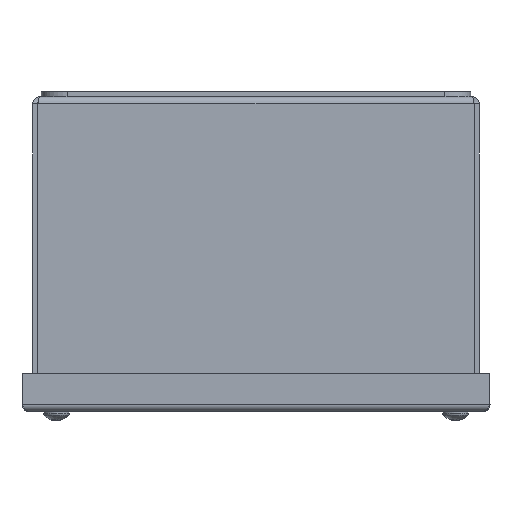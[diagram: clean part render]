
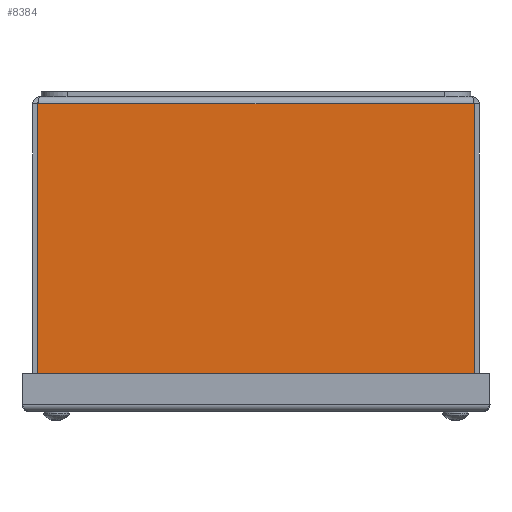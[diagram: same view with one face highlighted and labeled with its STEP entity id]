
A CAD part, left-side view. The second image highlights one B-rep face of the part: STEP entity #8384.
In plain terms, the highlighted face is planar.
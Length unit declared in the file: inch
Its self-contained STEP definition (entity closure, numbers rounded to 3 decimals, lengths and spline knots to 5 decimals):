
#469=LINE('',#12284,#1290);
#477=LINE('',#12305,#1298);
#478=LINE('',#12307,#1299);
#479=LINE('',#12308,#1300);
#1290=VECTOR('',#9919,6.35059);
#1298=VECTOR('',#9947,4.0395);
#1299=VECTOR('',#9948,6.35059);
#1300=VECTOR('',#9949,4.0395);
#1995=PLANE('',#8889);
#2403=FACE_OUTER_BOUND('',#2884,.T.);
#2884=EDGE_LOOP('',(#5937,#5938,#5939,#5940));
#3730=VERTEX_POINT('',#12281);
#3731=VERTEX_POINT('',#12283);
#3734=VERTEX_POINT('',#12304);
#3735=VERTEX_POINT('',#12306);
#4558=EDGE_CURVE('',#3731,#3730,#469,.T.);
#4569=EDGE_CURVE('',#3734,#3730,#477,.T.);
#4570=EDGE_CURVE('',#3734,#3735,#478,.T.);
#4571=EDGE_CURVE('',#3731,#3735,#479,.T.);
#5937=ORIENTED_EDGE('',*,*,#4558,.T.);
#5938=ORIENTED_EDGE('',*,*,#4569,.F.);
#5939=ORIENTED_EDGE('',*,*,#4570,.T.);
#5940=ORIENTED_EDGE('',*,*,#4571,.F.);
#8384=ADVANCED_FACE('',(#2403),#1995,.F.);
#8889=AXIS2_PLACEMENT_3D('',#12303,#9945,#9946);
#9919=DIRECTION('',(-1.,0.,0.));
#9945=DIRECTION('center_axis',(0.,1.,0.));
#9946=DIRECTION('ref_axis',(1.,0.,0.));
#9947=DIRECTION('',(0.,0.,1.));
#9948=DIRECTION('',(1.,0.,0.));
#9949=DIRECTION('',(0.,0.,-1.));
#12281=CARTESIAN_POINT('',(0.07471,0.,4.14475));
#12283=CARTESIAN_POINT('',(6.42529,0.,4.14475));
#12284=CARTESIAN_POINT('',(4.83765,0.,4.14475));
#12303=CARTESIAN_POINT('Origin',(3.25,0.,2.0957));
#12304=CARTESIAN_POINT('',(0.07471,0.,0.10525));
#12305=CARTESIAN_POINT('',(0.07471,0.,0.10525));
#12306=CARTESIAN_POINT('',(6.42529,0.,0.10525));
#12307=CARTESIAN_POINT('',(3.25,0.,0.10525));
#12308=CARTESIAN_POINT('',(6.42529,0.,0.10525));
